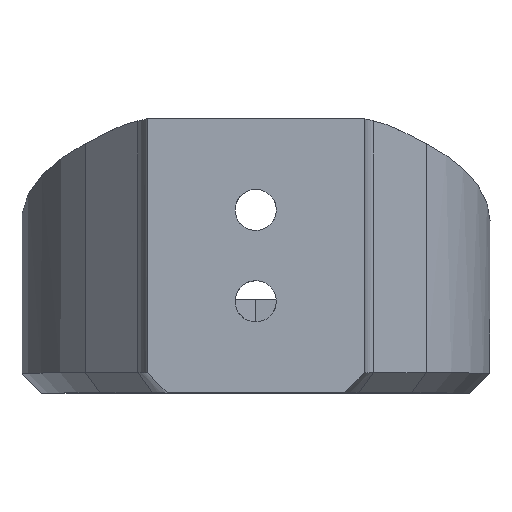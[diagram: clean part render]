
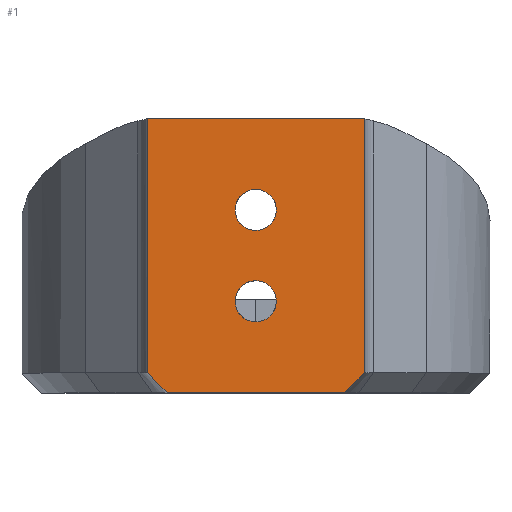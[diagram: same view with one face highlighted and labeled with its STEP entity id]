
A CAD part, top view. The second image highlights one B-rep face of the part: STEP entity #1.
In plain terms, the highlighted planar face has unit normal (0, 0, 1).
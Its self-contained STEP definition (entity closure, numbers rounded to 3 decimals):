
#1 = ADVANCED_FACE ( 'NONE', ( #3033, #3633, #1639 ), #3590, .F. ) ;
#16 = VERTEX_POINT ( 'NONE', #1582 ) ;
#22 = CARTESIAN_POINT ( 'NONE',  ( 19., -3., 45. ) ) ;
#54 = VERTEX_POINT ( 'NONE', #2206 ) ;
#120 = DIRECTION ( 'NONE',  ( 0., 0., 1. ) ) ;
#140 = DIRECTION ( 'NONE',  ( 1., 0., 0. ) ) ;
#160 = LINE ( 'NONE', #2764, #721 ) ;
#213 = EDGE_CURVE ( 'NONE', #1165, #54, #2965, .T. ) ;
#303 = AXIS2_PLACEMENT_3D ( 'NONE', #2127, #1274, #726 ) ;
#355 = DIRECTION ( 'NONE',  ( 0.707, 0.707, 0. ) ) ;
#425 = LINE ( 'NONE', #695, #1941 ) ;
#462 = DIRECTION ( 'NONE',  ( -1., 0., 0. ) ) ;
#549 = DIRECTION ( 'NONE',  ( 0., 0., 1. ) ) ;
#566 = DIRECTION ( 'NONE',  ( 1., 0., 0. ) ) ;
#607 = EDGE_CURVE ( 'NONE', #54, #1662, #2995, .T. ) ;
#613 = EDGE_CURVE ( 'NONE', #750, #3654, #2784, .T. ) ;
#683 = DIRECTION ( 'NONE',  ( 1., 0., 0. ) ) ;
#695 = CARTESIAN_POINT ( 'NONE',  ( 19., 41.5, 45. ) ) ;
#721 = VECTOR ( 'NONE', #2429, 1000. ) ;
#726 = DIRECTION ( 'NONE',  ( 1., 0., 0. ) ) ;
#729 = DIRECTION ( 'NONE',  ( 1., 0., 0. ) ) ;
#750 = VERTEX_POINT ( 'NONE', #2128 ) ;
#757 = VERTEX_POINT ( 'NONE', #1595 ) ;
#948 = VECTOR ( 'NONE', #355, 1000. ) ;
#967 = AXIS2_PLACEMENT_3D ( 'NONE', #1504, #120, #140 ) ;
#983 = EDGE_LOOP ( 'NONE', ( #2405, #2075, #1044, #3005, #2130, #1640 ) ) ;
#1044 = ORIENTED_EDGE ( 'NONE', *, *, #3023, .F. ) ;
#1106 = CARTESIAN_POINT ( 'NONE',  ( 0., 9.5, 45. ) ) ;
#1128 = DIRECTION ( 'NONE',  ( 0., -1., 0. ) ) ;
#1134 = AXIS2_PLACEMENT_3D ( 'NONE', #2430, #1260, #729 ) ;
#1165 = VERTEX_POINT ( 'NONE', #1441 ) ;
#1208 = EDGE_CURVE ( 'NONE', #1821, #1165, #160, .T. ) ;
#1260 = DIRECTION ( 'NONE',  ( 0., 0., 1. ) ) ;
#1274 = DIRECTION ( 'NONE',  ( 0., 0., 1. ) ) ;
#1279 = DIRECTION ( 'NONE',  ( 0., -1., 0. ) ) ;
#1298 = CARTESIAN_POINT ( 'NONE',  ( -19., 41.5, 45. ) ) ;
#1315 = CIRCLE ( 'NONE', #2645, 3.6 ) ;
#1329 = EDGE_CURVE ( 'NONE', #2979, #757, #1315, .T. ) ;
#1441 = CARTESIAN_POINT ( 'NONE',  ( -15.5, -6.5, 45. ) ) ;
#1504 = CARTESIAN_POINT ( 'NONE',  ( 0., 9.5, 45. ) ) ;
#1526 = CARTESIAN_POINT ( 'NONE',  ( 19., -3., 45. ) ) ;
#1562 = CARTESIAN_POINT ( 'NONE',  ( 3.6, 9.5, 45. ) ) ;
#1582 = CARTESIAN_POINT ( 'NONE',  ( 19., 41.5, 45. ) ) ;
#1595 = CARTESIAN_POINT ( 'NONE',  ( -3.6, 9.5, 45. ) ) ;
#1639 = FACE_OUTER_BOUND ( 'NONE', #983, .T. ) ;
#1640 = ORIENTED_EDGE ( 'NONE', *, *, #1208, .T. ) ;
#1662 = VERTEX_POINT ( 'NONE', #22 ) ;
#1688 = VECTOR ( 'NONE', #2976, 1000. ) ;
#1821 = VERTEX_POINT ( 'NONE', #1894 ) ;
#1894 = CARTESIAN_POINT ( 'NONE',  ( -19., -3., 45. ) ) ;
#1928 = EDGE_CURVE ( 'NONE', #3654, #750, #3107, .T. ) ;
#1941 = VECTOR ( 'NONE', #1279, 1000. ) ;
#2035 = AXIS2_PLACEMENT_3D ( 'NONE', #3329, #2807, #462 ) ;
#2075 = ORIENTED_EDGE ( 'NONE', *, *, #607, .T. ) ;
#2127 = CARTESIAN_POINT ( 'NONE',  ( 0., 25.5, 45. ) ) ;
#2128 = CARTESIAN_POINT ( 'NONE',  ( 3.6, 25.5, 45. ) ) ;
#2130 = ORIENTED_EDGE ( 'NONE', *, *, #2650, .T. ) ;
#2138 = EDGE_LOOP ( 'NONE', ( #3310, #2731 ) ) ;
#2186 = VECTOR ( 'NONE', #1128, 1000. ) ;
#2206 = CARTESIAN_POINT ( 'NONE',  ( 15.5, -6.5, 45. ) ) ;
#2405 = ORIENTED_EDGE ( 'NONE', *, *, #213, .T. ) ;
#2429 = DIRECTION ( 'NONE',  ( 0.707, -0.707, 0. ) ) ;
#2430 = CARTESIAN_POINT ( 'NONE',  ( 0., 25.5, 45. ) ) ;
#2541 = ORIENTED_EDGE ( 'NONE', *, *, #613, .F. ) ;
#2645 = AXIS2_PLACEMENT_3D ( 'NONE', #1106, #549, #566 ) ;
#2650 = EDGE_CURVE ( 'NONE', #2918, #1821, #2880, .T. ) ;
#2718 = CARTESIAN_POINT ( 'NONE',  ( -3.6, 25.5, 45. ) ) ;
#2720 = CIRCLE ( 'NONE', #967, 3.6 ) ;
#2731 = ORIENTED_EDGE ( 'NONE', *, *, #3342, .F. ) ;
#2764 = CARTESIAN_POINT ( 'NONE',  ( -19., -3., 45. ) ) ;
#2784 = CIRCLE ( 'NONE', #1134, 3.6 ) ;
#2807 = DIRECTION ( 'NONE',  ( 0., 0., -1. ) ) ;
#2880 = LINE ( 'NONE', #3705, #2186 ) ;
#2896 = VECTOR ( 'NONE', #683, 1000. ) ;
#2918 = VERTEX_POINT ( 'NONE', #1298 ) ;
#2922 = CARTESIAN_POINT ( 'NONE',  ( -19., -6.5, 45. ) ) ;
#2965 = LINE ( 'NONE', #2922, #2896 ) ;
#2976 = DIRECTION ( 'NONE',  ( 1., 0., 0. ) ) ;
#2979 = VERTEX_POINT ( 'NONE', #1562 ) ;
#2995 = LINE ( 'NONE', #1526, #948 ) ;
#3005 = ORIENTED_EDGE ( 'NONE', *, *, #3339, .F. ) ;
#3023 = EDGE_CURVE ( 'NONE', #16, #1662, #425, .T. ) ;
#3033 = FACE_BOUND ( 'NONE', #2138, .T. ) ;
#3077 = EDGE_LOOP ( 'NONE', ( #2541, #3494 ) ) ;
#3107 = CIRCLE ( 'NONE', #303, 3.6 ) ;
#3282 = CARTESIAN_POINT ( 'NONE',  ( -19., 41.5, 45. ) ) ;
#3310 = ORIENTED_EDGE ( 'NONE', *, *, #1329, .F. ) ;
#3329 = CARTESIAN_POINT ( 'NONE',  ( -19., 41.5, 45. ) ) ;
#3339 = EDGE_CURVE ( 'NONE', #2918, #16, #3585, .T. ) ;
#3342 = EDGE_CURVE ( 'NONE', #757, #2979, #2720, .T. ) ;
#3494 = ORIENTED_EDGE ( 'NONE', *, *, #1928, .F. ) ;
#3585 = LINE ( 'NONE', #3282, #1688 ) ;
#3590 = PLANE ( 'NONE',  #2035 ) ;
#3633 = FACE_BOUND ( 'NONE', #3077, .T. ) ;
#3654 = VERTEX_POINT ( 'NONE', #2718 ) ;
#3705 = CARTESIAN_POINT ( 'NONE',  ( -19., 41.5, 45. ) ) ;
